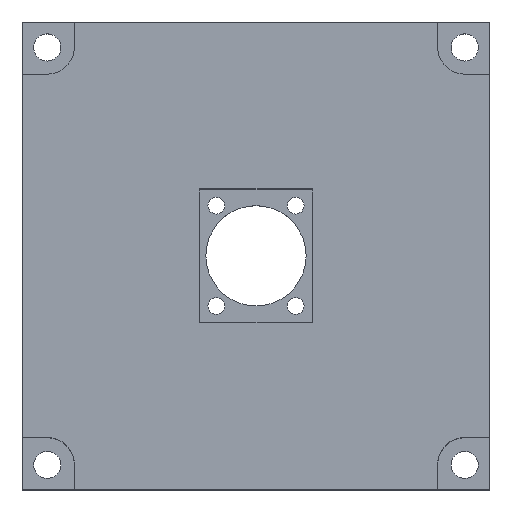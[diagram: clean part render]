
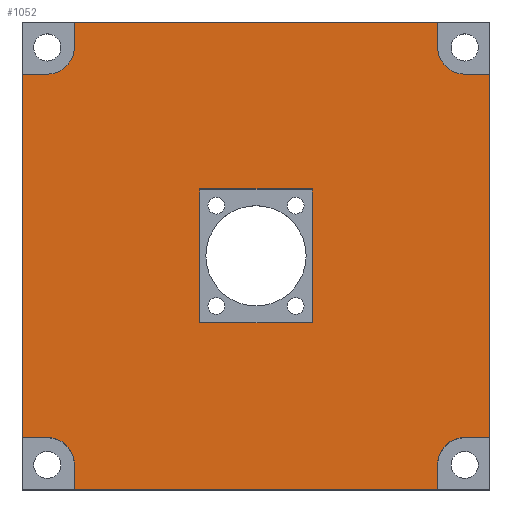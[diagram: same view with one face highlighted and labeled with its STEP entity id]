
A CAD part, top view. The second image highlights one B-rep face of the part: STEP entity #1052.
In plain terms, the highlighted planar face has unit normal (0, 0, 1).
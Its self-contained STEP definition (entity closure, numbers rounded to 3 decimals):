
#42=FACE_BOUND('',#189,.T.);
#71=CIRCLE('',#1128,6.5);
#73=CIRCLE('',#1132,6.5);
#75=CIRCLE('',#1137,6.5);
#77=CIRCLE('',#1142,6.5);
#125=FACE_OUTER_BOUND('',#188,.T.);
#188=EDGE_LOOP('',(#861,#862,#863,#864,#865,#866,#867,#868,#869,#870,#871,
#872,#873,#874,#875,#876));
#189=EDGE_LOOP('',(#877,#878,#879,#880));
#212=LINE('',#1460,#325);
#216=LINE('',#1468,#329);
#219=LINE('',#1474,#332);
#222=LINE('',#1479,#335);
#271=LINE('',#1616,#384);
#276=LINE('',#1631,#389);
#280=LINE('',#1643,#393);
#284=LINE('',#1652,#397);
#288=LINE('',#1664,#401);
#292=LINE('',#1673,#405);
#296=LINE('',#1685,#409);
#300=LINE('',#1692,#413);
#301=LINE('',#1694,#414);
#302=LINE('',#1695,#415);
#303=LINE('',#1696,#416);
#304=LINE('',#1697,#417);
#325=VECTOR('',#1171,10.);
#329=VECTOR('',#1177,10.);
#332=VECTOR('',#1182,10.);
#335=VECTOR('',#1187,10.);
#384=VECTOR('',#1320,10.);
#389=VECTOR('',#1333,10.);
#393=VECTOR('',#1345,10.);
#397=VECTOR('',#1351,10.);
#401=VECTOR('',#1363,10.);
#405=VECTOR('',#1369,10.);
#409=VECTOR('',#1381,10.);
#413=VECTOR('',#1387,10.);
#414=VECTOR('',#1390,10.);
#415=VECTOR('',#1391,10.);
#416=VECTOR('',#1392,10.);
#417=VECTOR('',#1393,10.);
#438=VERTEX_POINT('',#1458);
#439=VERTEX_POINT('',#1459);
#442=VERTEX_POINT('',#1467);
#444=VERTEX_POINT('',#1473);
#490=VERTEX_POINT('',#1613);
#491=VERTEX_POINT('',#1615);
#493=VERTEX_POINT('',#1621);
#496=VERTEX_POINT('',#1628);
#497=VERTEX_POINT('',#1630);
#499=VERTEX_POINT('',#1636);
#501=VERTEX_POINT('',#1642);
#504=VERTEX_POINT('',#1649);
#505=VERTEX_POINT('',#1651);
#507=VERTEX_POINT('',#1657);
#509=VERTEX_POINT('',#1663);
#512=VERTEX_POINT('',#1670);
#513=VERTEX_POINT('',#1672);
#515=VERTEX_POINT('',#1678);
#517=VERTEX_POINT('',#1684);
#519=VERTEX_POINT('',#1690);
#536=EDGE_CURVE('',#438,#439,#212,.T.);
#540=EDGE_CURVE('',#442,#438,#216,.T.);
#543=EDGE_CURVE('',#444,#442,#219,.T.);
#546=EDGE_CURVE('',#439,#444,#222,.T.);
#613=EDGE_CURVE('',#491,#490,#271,.T.);
#617=EDGE_CURVE('',#490,#493,#71,.T.);
#620=EDGE_CURVE('',#497,#496,#276,.T.);
#623=EDGE_CURVE('',#499,#497,#73,.T.);
#626=EDGE_CURVE('',#501,#499,#280,.T.);
#630=EDGE_CURVE('',#505,#504,#284,.T.);
#633=EDGE_CURVE('',#507,#505,#75,.T.);
#636=EDGE_CURVE('',#509,#507,#288,.T.);
#640=EDGE_CURVE('',#513,#512,#292,.T.);
#643=EDGE_CURVE('',#515,#513,#77,.T.);
#646=EDGE_CURVE('',#517,#515,#296,.T.);
#650=EDGE_CURVE('',#493,#519,#300,.T.);
#651=EDGE_CURVE('',#519,#517,#301,.T.);
#652=EDGE_CURVE('',#512,#509,#302,.T.);
#653=EDGE_CURVE('',#504,#501,#303,.T.);
#654=EDGE_CURVE('',#496,#491,#304,.T.);
#861=ORIENTED_EDGE('',*,*,#617,.T.);
#862=ORIENTED_EDGE('',*,*,#650,.T.);
#863=ORIENTED_EDGE('',*,*,#651,.T.);
#864=ORIENTED_EDGE('',*,*,#646,.T.);
#865=ORIENTED_EDGE('',*,*,#643,.T.);
#866=ORIENTED_EDGE('',*,*,#640,.T.);
#867=ORIENTED_EDGE('',*,*,#652,.T.);
#868=ORIENTED_EDGE('',*,*,#636,.T.);
#869=ORIENTED_EDGE('',*,*,#633,.T.);
#870=ORIENTED_EDGE('',*,*,#630,.T.);
#871=ORIENTED_EDGE('',*,*,#653,.T.);
#872=ORIENTED_EDGE('',*,*,#626,.T.);
#873=ORIENTED_EDGE('',*,*,#623,.T.);
#874=ORIENTED_EDGE('',*,*,#620,.T.);
#875=ORIENTED_EDGE('',*,*,#654,.T.);
#876=ORIENTED_EDGE('',*,*,#613,.T.);
#877=ORIENTED_EDGE('',*,*,#536,.T.);
#878=ORIENTED_EDGE('',*,*,#546,.T.);
#879=ORIENTED_EDGE('',*,*,#543,.T.);
#880=ORIENTED_EDGE('',*,*,#540,.T.);
#1003=PLANE('',#1145);
#1052=ADVANCED_FACE('',(#125,#42),#1003,.T.);
#1128=AXIS2_PLACEMENT_3D('',#1623,#1327,#1328);
#1132=AXIS2_PLACEMENT_3D('',#1637,#1339,#1340);
#1137=AXIS2_PLACEMENT_3D('',#1658,#1357,#1358);
#1142=AXIS2_PLACEMENT_3D('',#1679,#1375,#1376);
#1145=AXIS2_PLACEMENT_3D('',#1693,#1388,#1389);
#1171=DIRECTION('',(0.,-1.,0.));
#1177=DIRECTION('',(1.,0.,0.));
#1182=DIRECTION('',(0.,1.,0.));
#1187=DIRECTION('',(-1.,0.,0.));
#1320=DIRECTION('',(0.,-1.,0.));
#1327=DIRECTION('center_axis',(0.,0.,-1.));
#1328=DIRECTION('ref_axis',(1.,0.,0.));
#1333=DIRECTION('',(0.,1.,0.));
#1339=DIRECTION('center_axis',(0.,0.,-1.));
#1340=DIRECTION('ref_axis',(1.,0.,0.));
#1345=DIRECTION('',(-1.,0.,0.));
#1351=DIRECTION('',(1.,0.,0.));
#1357=DIRECTION('center_axis',(0.,0.,-1.));
#1358=DIRECTION('ref_axis',(1.,0.,0.));
#1363=DIRECTION('',(0.,1.,0.));
#1369=DIRECTION('',(0.,-1.,0.));
#1375=DIRECTION('center_axis',(0.,0.,-1.));
#1376=DIRECTION('ref_axis',(1.,0.,0.));
#1381=DIRECTION('',(1.,0.,0.));
#1387=DIRECTION('',(-1.,0.,0.));
#1388=DIRECTION('center_axis',(0.,0.,1.));
#1389=DIRECTION('ref_axis',(1.,0.,0.));
#1390=DIRECTION('',(0.,-1.,0.));
#1391=DIRECTION('',(1.,0.,0.));
#1392=DIRECTION('',(0.,1.,0.));
#1393=DIRECTION('',(-1.,0.,0.));
#1458=CARTESIAN_POINT('',(69.5,72.,60.));
#1459=CARTESIAN_POINT('',(69.5,40.,60.));
#1460=CARTESIAN_POINT('',(69.5,64.,60.));
#1467=CARTESIAN_POINT('',(42.5,72.,60.));
#1468=CARTESIAN_POINT('',(49.25,72.,60.));
#1473=CARTESIAN_POINT('',(42.5,40.,60.));
#1474=CARTESIAN_POINT('',(42.5,48.,60.));
#1479=CARTESIAN_POINT('',(62.75,40.,60.));
#1613=CARTESIAN_POINT('',(12.5,106.,60.));
#1615=CARTESIAN_POINT('',(12.5,112.,60.));
#1616=CARTESIAN_POINT('',(12.5,104.045,60.));
#1621=CARTESIAN_POINT('',(6.,99.5,60.));
#1623=CARTESIAN_POINT('Origin',(6.,106.,60.));
#1628=CARTESIAN_POINT('',(99.5,112.,60.));
#1630=CARTESIAN_POINT('',(99.5,106.,60.));
#1631=CARTESIAN_POINT('',(99.5,106.,60.));
#1636=CARTESIAN_POINT('',(106.,99.5,60.));
#1637=CARTESIAN_POINT('Origin',(106.,106.,60.));
#1642=CARTESIAN_POINT('',(112.,99.5,60.));
#1643=CARTESIAN_POINT('',(106.,99.5,60.));
#1649=CARTESIAN_POINT('',(112.,12.5,60.));
#1651=CARTESIAN_POINT('',(106.,12.5,60.));
#1652=CARTESIAN_POINT('',(106.,12.5,60.));
#1657=CARTESIAN_POINT('',(99.5,6.,60.));
#1658=CARTESIAN_POINT('Origin',(106.,6.,60.));
#1663=CARTESIAN_POINT('',(99.5,0.,60.));
#1664=CARTESIAN_POINT('',(99.5,6.,60.));
#1670=CARTESIAN_POINT('',(12.5,0.,60.));
#1672=CARTESIAN_POINT('',(12.5,6.,60.));
#1673=CARTESIAN_POINT('',(12.5,6.,60.));
#1678=CARTESIAN_POINT('',(6.,12.5,60.));
#1679=CARTESIAN_POINT('Origin',(6.,6.,60.));
#1684=CARTESIAN_POINT('',(0.,12.5,60.));
#1685=CARTESIAN_POINT('',(6.,12.5,60.));
#1690=CARTESIAN_POINT('',(0.,99.5,60.));
#1692=CARTESIAN_POINT('',(6.,99.5,60.));
#1693=CARTESIAN_POINT('Origin',(56.,56.,60.));
#1694=CARTESIAN_POINT('',(0.,112.,60.));
#1695=CARTESIAN_POINT('',(0.,0.,60.));
#1696=CARTESIAN_POINT('',(112.,0.,60.));
#1697=CARTESIAN_POINT('',(112.,112.,60.));
